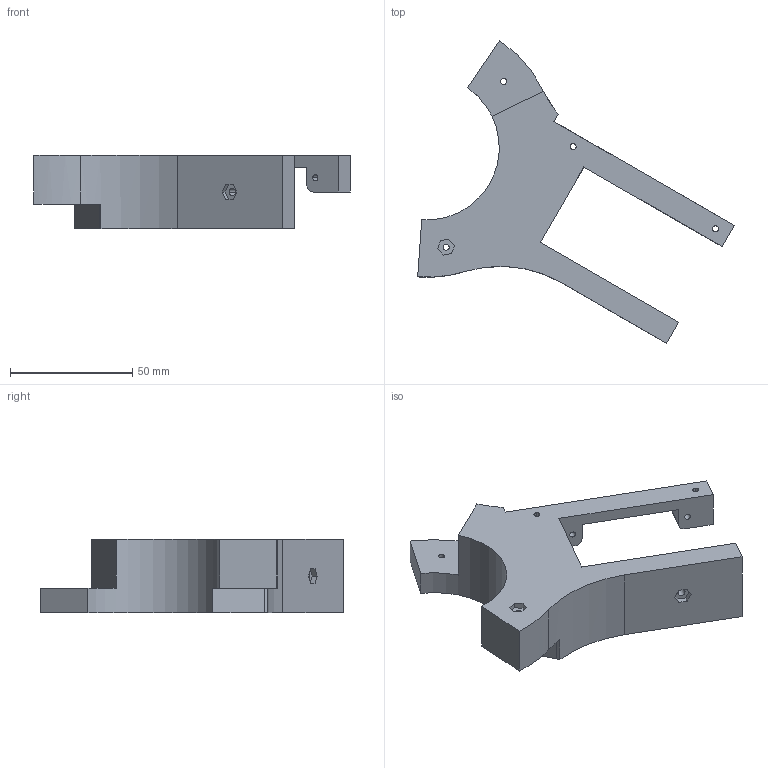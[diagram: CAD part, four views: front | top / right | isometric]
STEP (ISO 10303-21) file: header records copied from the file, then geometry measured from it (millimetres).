
FILE_DESCRIPTION(('CATIA V5 STEP Exchange'),'2;1');
FILE_NAME('main body.stp','2023-01-26T17:55:24+00:00',('none'),('none'),'CATIA Version 5 Release 20 GA (IN-10)','CATIA V5 STEP AP203','none');
FILE_SCHEMA(('CONFIG_CONTROL_DESIGN'));
Length unit declared in the file: millimetre
Products named in the file (1): main body
Bounding box: 129.76 x 124.1 x 30 mm (x, y, z)
Volume: 101654.2 mm3; surface area: 22267.1 mm2
Topology: 1 solids, 1 shells, 66 faces, 183 edges, 122 vertices
Faces by surface type: plane 45, cylinder 21
Entity records: 2072 total; most frequent: ORIENTED_EDGE 366, CARTESIAN_POINT 359, DIRECTION 289, EDGE_CURVE 183, VECTOR 136, LINE 136, VERTEX_POINT 122, AXIS2_PLACEMENT_3D 101
